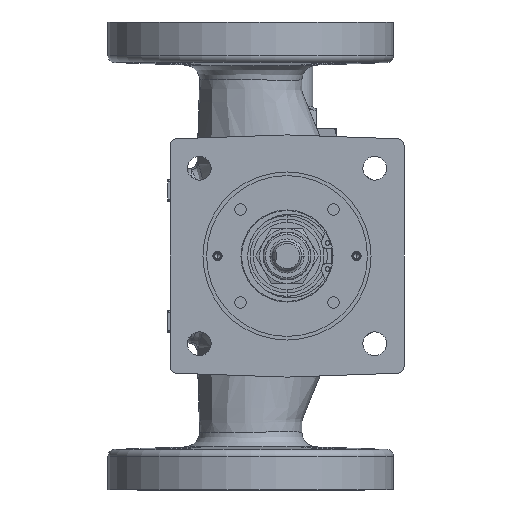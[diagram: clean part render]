
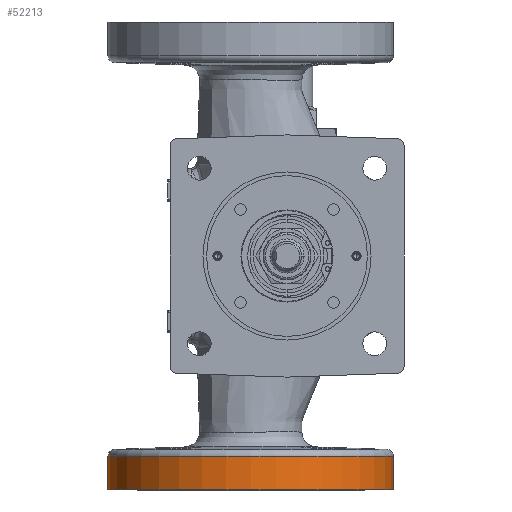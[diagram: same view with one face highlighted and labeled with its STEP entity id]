
A CAD part, left-side view. The second image highlights one B-rep face of the part: STEP entity #52213.
In plain terms, the highlighted cylindrical face has radius 61.976 mm (diameter 123.952 mm), a partial arc.
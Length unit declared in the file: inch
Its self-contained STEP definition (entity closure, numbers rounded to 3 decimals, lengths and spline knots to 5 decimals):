
#1434 = CARTESIAN_POINT ( 'NONE',  ( -1.12, -1.82, -4. ) ) ;
#1884 = EDGE_CURVE ( 'Defeatured_0_300+Defeatured_0_321+Defeatured_0_286+Defeatured_0_287', #76226, #85140, #63958, .T. ) ;
#5521 = CARTESIAN_POINT ( 'NONE',  ( -1.12, 0.62, 3.22479 ) ) ;
#13053 = DIRECTION ( 'NONE',  ( 0., 0., -1. ) ) ;
#13619 = CARTESIAN_POINT ( 'NONE',  ( -1.12, -1.82, 3.22479 ) ) ;
#16787 = EDGE_LOOP ( 'NONE', ( #55054, #70738, #79208, #75019 ) ) ;
#24245 = EDGE_CURVE ( 'Defeatured_0_302+Defeatured_0_300+Defeatured_0_286+Defeatured_0_287', #82658, #64839, #83280, .T. ) ;
#30966 = DIRECTION ( 'NONE',  ( 0., 0., -1. ) ) ;
#34506 = CARTESIAN_POINT ( 'NONE',  ( -1.12, 3.06, 3.22479 ) ) ;
#36419 = VECTOR ( 'NONE', #13053, 39.37008 ) ;
#40304 = LINE ( 'NONE', #34506, #73448 ) ;
#40655 = CARTESIAN_POINT ( 'NONE',  ( -1.12, 0.62, -3.42588 ) ) ;
#41907 = AXIS2_PLACEMENT_3D ( 'NONE', #5521, #72206, #85378 ) ;
#42766 = CARTESIAN_POINT ( 'NONE',  ( -1.12, 3.06, -4. ) ) ;
#52213 = ADVANCED_FACE ( 'Defeatured_0_300', ( #75265 ), #59656, .T. ) ;
#55054 = ORIENTED_EDGE ( 'NONE', *, *, #67162, .F. ) ;
#56944 = EDGE_CURVE ( 'NONE', #85140, #64839, #40304, .T. ) ;
#59656 = CYLINDRICAL_SURFACE ( 'NONE', #41907, 2.44 ) ;
#60524 = DIRECTION ( 'NONE',  ( 0., 0., -1. ) ) ;
#63958 = CIRCLE ( 'NONE', #72440, 2.44 ) ;
#63960 = CARTESIAN_POINT ( 'NONE',  ( -1.12, 0.62, -4. ) ) ;
#64839 = VERTEX_POINT ( 'NONE', #42766 ) ;
#66406 = DIRECTION ( 'NONE',  ( 0., -1., 0. ) ) ;
#67162 = EDGE_CURVE ( 'NONE', #76226, #82658, #70558, .T. ) ;
#70558 = LINE ( 'NONE', #13619, #36419 ) ;
#70738 = ORIENTED_EDGE ( 'NONE', *, *, #1884, .T. ) ;
#70871 = CARTESIAN_POINT ( 'NONE',  ( -1.12, -1.82, -3.42588 ) ) ;
#72206 = DIRECTION ( 'NONE',  ( 0., 0., -1. ) ) ;
#72440 = AXIS2_PLACEMENT_3D ( 'NONE', #40655, #73944, #66406 ) ;
#73195 = CARTESIAN_POINT ( 'NONE',  ( -1.12, 3.06, -3.42588 ) ) ;
#73448 = VECTOR ( 'NONE', #60524, 39.37008 ) ;
#73944 = DIRECTION ( 'NONE',  ( 0., 0., -1. ) ) ;
#75019 = ORIENTED_EDGE ( 'NONE', *, *, #24245, .F. ) ;
#75265 = FACE_OUTER_BOUND ( 'NONE', #16787, .T. ) ;
#76226 = VERTEX_POINT ( 'NONE', #70871 ) ;
#79208 = ORIENTED_EDGE ( 'NONE', *, *, #56944, .T. ) ;
#82658 = VERTEX_POINT ( 'NONE', #1434 ) ;
#83280 = CIRCLE ( 'NONE', #85956, 2.44 ) ;
#84348 = DIRECTION ( 'NONE',  ( 0., 1., 0. ) ) ;
#85140 = VERTEX_POINT ( 'NONE', #73195 ) ;
#85378 = DIRECTION ( 'NONE',  ( 0., 1., 0. ) ) ;
#85956 = AXIS2_PLACEMENT_3D ( 'NONE', #63960, #30966, #84348 ) ;
